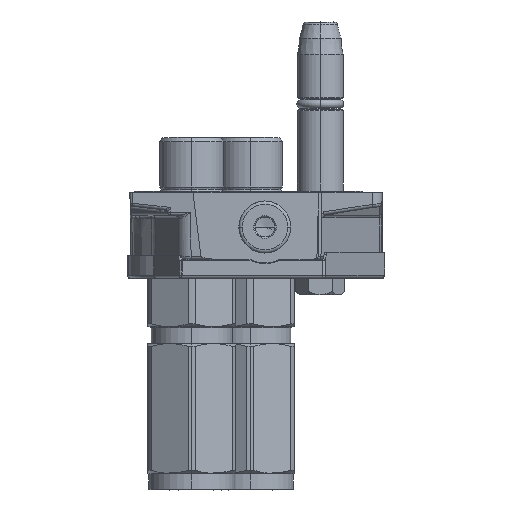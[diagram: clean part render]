
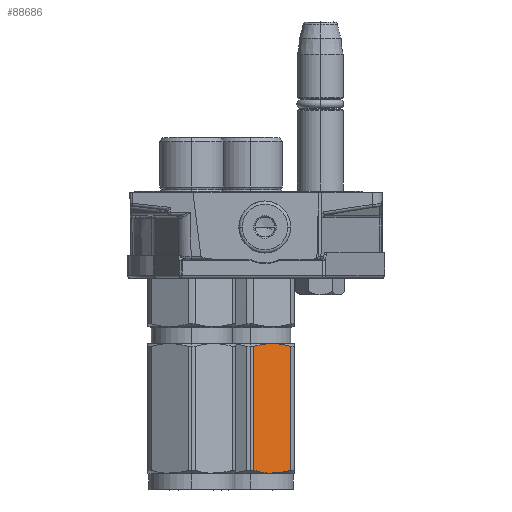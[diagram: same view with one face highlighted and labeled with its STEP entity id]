
A CAD part, front view. The second image highlights one B-rep face of the part: STEP entity #88686.
In plain terms, the highlighted face is planar.
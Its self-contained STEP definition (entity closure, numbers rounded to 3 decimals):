
#4596 = FACE_OUTER_BOUND ( 'NONE', #60635, .T. ) ;
#7476 = CARTESIAN_POINT ( 'NONE',  ( -2.036, -63.767, -14.41 ) ) ;
#8020 = CARTESIAN_POINT ( 'NONE',  ( -3.956, -64.136, -13.305 ) ) ;
#10024 = CARTESIAN_POINT ( 'NONE',  ( -6.739, -24.5, -11.698 ) ) ;
#13704 = CARTESIAN_POINT ( 'NONE',  ( -1.088, -63.49, -14.961 ) ) ;
#14406 = CARTESIAN_POINT ( 'NONE',  ( -12.412, -63.49, -8.422 ) ) ;
#14446 = ORIENTED_EDGE ( 'NONE', *, *, #113005, .T. ) ;
#18966 = CARTESIAN_POINT ( 'NONE',  ( -10.769, -63.91, -9.37 ) ) ;
#19490 = CARTESIAN_POINT ( 'NONE',  ( -5.8, -64.337, -12.239 ) ) ;
#25075 = CARTESIAN_POINT ( 'NONE',  ( -1.088, -25.366, -14.961 ) ) ;
#30110 = VECTOR ( 'NONE', #86550, 1000. ) ;
#31439 = CARTESIAN_POINT ( 'NONE',  ( -4.495, -64.213, -12.993 ) ) ;
#33069 = CARTESIAN_POINT ( 'NONE',  ( -9.663, -64.117, -10.01 ) ) ;
#33648 = ORIENTED_EDGE ( 'NONE', *, *, #88566, .F. ) ;
#37805 = CARTESIAN_POINT ( 'NONE',  ( -6.761, -24.5, -11.685 ) ) ;
#41396 = EDGE_CURVE ( 'NONE', #71715, #96679, #158855, .T. ) ;
#41415 = AXIS2_PLACEMENT_3D ( 'NONE', #111966, #161671, #74940 ) ;
#44515 = CARTESIAN_POINT ( 'NONE',  ( -4.016, -64.145, -13.27 ) ) ;
#44721 = CARTESIAN_POINT ( 'NONE',  ( -6.739, -24.5, -11.698 ) ) ;
#45044 = CARTESIAN_POINT ( 'NONE',  ( -10.012, -64.058, -9.808 ) ) ;
#50007 = CARTESIAN_POINT ( 'NONE',  ( -12.412, -25.366, -8.422 ) ) ;
#57810 = B_SPLINE_CURVE_WITH_KNOTS ( 'NONE', 3,
 ( #94605, #144877, #69581, #18966, #118603, #82042, #45044, #107113, #80982, #33069, #132241, #70120, #145431, #157389, #19490, #82575, #106044, #31439, #143809, #155242, #44515, #8020, #69051, #119681, #7476, #120231 ),
 .UNSPECIFIED., .F., .F.,
 ( 4, 2, 2, 1, 1, 2, 2, 2, 2, 2, 1, 1, 2, 2, 4 ),
 ( 0., 0.125, 0.188, 0.219, 0.234, 0.242, 0.25, 0.5, 0.625, 0.687, 0.719, 0.734, 0.742, 0.75, 1. ),
 .UNSPECIFIED. ) ;
#60635 = EDGE_LOOP ( 'NONE', ( #91437, #14446, #125926, #131930, #65353, #33648 ) ) ;
#65353 = ORIENTED_EDGE ( 'NONE', *, *, #41396, .F. ) ;
#66000 = VECTOR ( 'NONE', #136740, 1000. ) ;
#69049 = B_SPLINE_CURVE_WITH_KNOTS ( 'NONE', 3,
 ( #50007, #123568, #148723, #99526 ),
 .UNSPECIFIED., .F., .F.,
 ( 4, 4 ),
 ( 0., 1. ),
 .UNSPECIFIED. ) ;
#69051 = CARTESIAN_POINT ( 'NONE',  ( -3.925, -64.131, -13.323 ) ) ;
#69581 = CARTESIAN_POINT ( 'NONE',  ( -11.468, -63.75, -8.966 ) ) ;
#69748 = VERTEX_POINT ( 'NONE', #37805 ) ;
#70120 = CARTESIAN_POINT ( 'NONE',  ( -8.639, -64.279, -10.601 ) ) ;
#71715 = VERTEX_POINT ( 'NONE', #13704 ) ;
#74940 = DIRECTION ( 'NONE',  ( 0.866, 0., -0.5 ) ) ;
#80722 = LINE ( 'NONE', #100265, #135374 ) ;
#80982 = CARTESIAN_POINT ( 'NONE',  ( -9.721, -64.108, -9.976 ) ) ;
#81181 = CARTESIAN_POINT ( 'NONE',  ( -1.088, -25.366, -14.961 ) ) ;
#82042 = CARTESIAN_POINT ( 'NONE',  ( -10.187, -64.026, -9.707 ) ) ;
#82575 = CARTESIAN_POINT ( 'NONE',  ( -5.09, -64.279, -12.649 ) ) ;
#86550 = DIRECTION ( 'NONE',  ( 0., 1., 0. ) ) ;
#88037 = VERTEX_POINT ( 'NONE', #144723 ) ;
#88566 = EDGE_CURVE ( 'NONE', #153332, #71715, #57810, .T. ) ;
#88686 = ADVANCED_FACE ( 'NONE', ( #4596 ), #133307, .T. ) ;
#91437 = ORIENTED_EDGE ( 'NONE', *, *, #138267, .T. ) ;
#94605 = CARTESIAN_POINT ( 'NONE',  ( -12.412, -63.49, -8.422 ) ) ;
#96137 = EDGE_CURVE ( 'NONE', #69748, #130517, #99116, .T. ) ;
#96679 = VERTEX_POINT ( 'NONE', #25075 ) ;
#99116 = LINE ( 'NONE', #124163, #66000 ) ;
#99526 = CARTESIAN_POINT ( 'NONE',  ( -6.761, -24.5, -11.685 ) ) ;
#100265 = CARTESIAN_POINT ( 'NONE',  ( -12.412, -63.49, -8.422 ) ) ;
#106044 = CARTESIAN_POINT ( 'NONE',  ( -4.853, -64.255, -12.786 ) ) ;
#107113 = CARTESIAN_POINT ( 'NONE',  ( -9.809, -64.093, -9.926 ) ) ;
#108423 = CARTESIAN_POINT ( 'NONE',  ( -4.898, -24.506, -12.761 ) ) ;
#111966 = CARTESIAN_POINT ( 'NONE',  ( -13.5, -24.5, -7.794 ) ) ;
#113005 = EDGE_CURVE ( 'NONE', #88037, #69748, #69049, .T. ) ;
#118603 = CARTESIAN_POINT ( 'NONE',  ( -10.536, -63.959, -9.505 ) ) ;
#119681 = CARTESIAN_POINT ( 'NONE',  ( -2.962, -63.979, -13.878 ) ) ;
#120231 = CARTESIAN_POINT ( 'NONE',  ( -1.088, -63.49, -14.961 ) ) ;
#123568 = CARTESIAN_POINT ( 'NONE',  ( -10.486, -24.795, -9.534 ) ) ;
#124163 = CARTESIAN_POINT ( 'NONE',  ( -6.761, -24.5, -11.685 ) ) ;
#124942 = EDGE_CURVE ( 'NONE', #130517, #96679, #145805, .T. ) ;
#125926 = ORIENTED_EDGE ( 'NONE', *, *, #96137, .T. ) ;
#130517 = VERTEX_POINT ( 'NONE', #10024 ) ;
#131930 = ORIENTED_EDGE ( 'NONE', *, *, #124942, .T. ) ;
#132241 = CARTESIAN_POINT ( 'NONE',  ( -9.635, -64.122, -10.026 ) ) ;
#132469 = CARTESIAN_POINT ( 'NONE',  ( -3.014, -24.795, -13.848 ) ) ;
#133307 = PLANE ( 'NONE',  #41415 ) ;
#135374 = VECTOR ( 'NONE', #150506, 1000. ) ;
#136740 = DIRECTION ( 'NONE',  ( 0.866, 0., -0.5 ) ) ;
#138267 = EDGE_CURVE ( 'NONE', #153332, #88037, #80722, .T. ) ;
#143809 = CARTESIAN_POINT ( 'NONE',  ( -4.316, -64.189, -13.096 ) ) ;
#144723 = CARTESIAN_POINT ( 'NONE',  ( -12.412, -25.366, -8.422 ) ) ;
#144877 = CARTESIAN_POINT ( 'NONE',  ( -11.937, -63.628, -8.695 ) ) ;
#145431 = CARTESIAN_POINT ( 'NONE',  ( -7.705, -64.356, -11.14 ) ) ;
#145805 = B_SPLINE_CURVE_WITH_KNOTS ( 'NONE', 3,
 ( #44721, #108423, #132469, #81181 ),
 .UNSPECIFIED., .F., .F.,
 ( 4, 4 ),
 ( 0., 1. ),
 .UNSPECIFIED. ) ;
#147738 = CARTESIAN_POINT ( 'NONE',  ( -1.088, -63.49, -14.961 ) ) ;
#148723 = CARTESIAN_POINT ( 'NONE',  ( -8.602, -24.506, -10.622 ) ) ;
#150506 = DIRECTION ( 'NONE',  ( 0., 1., 0. ) ) ;
#153332 = VERTEX_POINT ( 'NONE', #14406 ) ;
#155242 = CARTESIAN_POINT ( 'NONE',  ( -4.106, -64.159, -13.218 ) ) ;
#157389 = CARTESIAN_POINT ( 'NONE',  ( -6.272, -64.356, -11.967 ) ) ;
#158855 = LINE ( 'NONE', #147738, #30110 ) ;
#161671 = DIRECTION ( 'NONE',  ( -0.5, 0., -0.866 ) ) ;
